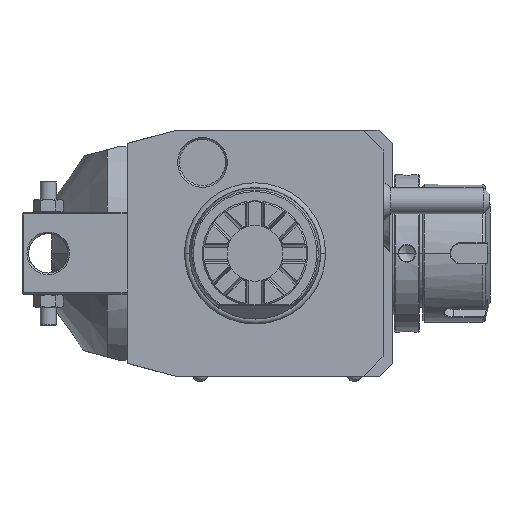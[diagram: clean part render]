
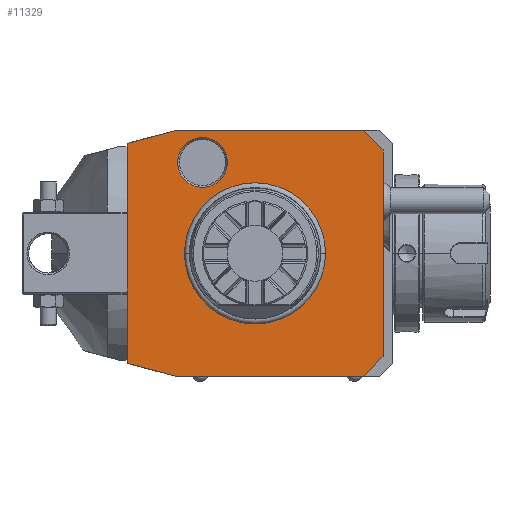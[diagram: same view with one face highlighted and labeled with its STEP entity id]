
A CAD part, front view. The second image highlights one B-rep face of the part: STEP entity #11329.
In plain terms, the highlighted planar face has unit normal (0, -1, 0).
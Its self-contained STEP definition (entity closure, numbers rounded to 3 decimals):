
#1=DIRECTION('',(0.966,0.,-0.259));
#2=VECTOR('',#1,15.529);
#3=CARTESIAN_POINT('',(-39.,0.,-33.481));
#4=LINE('',#3,#2);
#5=DIRECTION('',(0.,0.,-1.));
#6=VECTOR('',#5,66.962);
#7=CARTESIAN_POINT('',(-39.,0.,33.481));
#8=LINE('',#7,#6);
#9=DIRECTION('',(-0.966,0.,-0.259));
#10=VECTOR('',#9,15.529);
#11=CARTESIAN_POINT('',(-24.,0.,37.5));
#12=LINE('',#11,#10);
#13=DIRECTION('',(-1.,0.,0.));
#14=VECTOR('',#13,57.);
#15=CARTESIAN_POINT('',(33.,0.,37.5));
#16=LINE('',#15,#14);
#17=DIRECTION('',(-0.707,0.,0.707));
#18=VECTOR('',#17,8.485);
#19=CARTESIAN_POINT('',(39.,0.,31.5));
#20=LINE('',#19,#18);
#21=DIRECTION('',(0.,0.,1.));
#22=VECTOR('',#21,63.);
#23=CARTESIAN_POINT('',(39.,0.,-31.5));
#24=LINE('',#23,#22);
#25=DIRECTION('',(0.707,0.,0.707));
#26=VECTOR('',#25,8.485);
#27=CARTESIAN_POINT('',(33.,0.,-37.5));
#28=LINE('',#27,#26);
#29=DIRECTION('',(1.,0.,0.));
#30=VECTOR('',#29,57.);
#31=CARTESIAN_POINT('',(-24.,0.,-37.5));
#32=LINE('',#31,#30);
#33=CARTESIAN_POINT('',(-16.,0.,27.713));
#34=DIRECTION('',(0.,1.,0.));
#35=DIRECTION('',(-1.,0.,0.));
#36=AXIS2_PLACEMENT_3D('',#33,#34,#35);
#38=CARTESIAN_POINT('',(-16.,0.,27.713));
#39=DIRECTION('',(0.,1.,0.));
#40=DIRECTION('',(1.,0.,0.));
#41=AXIS2_PLACEMENT_3D('',#38,#39,#40);
#7452=CARTESIAN_POINT('',(0.,0.,0.));
#7453=DIRECTION('',(0.,-1.,0.));
#7454=DIRECTION('',(1.,0.,0.));
#7455=AXIS2_PLACEMENT_3D('',#7452,#7453,#7454);
#7457=CARTESIAN_POINT('',(0.,0.,0.));
#7458=DIRECTION('',(0.,-1.,0.));
#7459=DIRECTION('',(-1.,0.,0.));
#7460=AXIS2_PLACEMENT_3D('',#7457,#7458,#7459);
#10156=CARTESIAN_POINT('',(-23.577,0.,
27.713));
#10157=CARTESIAN_POINT('',(-8.423,0.,
27.713));
#10158=VERTEX_POINT('',#10156);
#10159=VERTEX_POINT('',#10157);
#11130=CARTESIAN_POINT('',(-39.,0.,-33.481));
#11131=CARTESIAN_POINT('',(-24.,0.,-37.5));
#11132=VERTEX_POINT('',#11130);
#11133=VERTEX_POINT('',#11131);
#11134=CARTESIAN_POINT('',(33.,0.,-37.5));
#11135=VERTEX_POINT('',#11134);
#11136=CARTESIAN_POINT('',(39.,0.,-31.5));
#11137=VERTEX_POINT('',#11136);
#11138=CARTESIAN_POINT('',(39.,0.,31.5));
#11139=VERTEX_POINT('',#11138);
#11140=CARTESIAN_POINT('',(33.,0.,37.5));
#11141=VERTEX_POINT('',#11140);
#11142=CARTESIAN_POINT('',(-24.,0.,37.5));
#11143=VERTEX_POINT('',#11142);
#11144=CARTESIAN_POINT('',(-39.,0.,33.481));
#11145=VERTEX_POINT('',#11144);
#11186=CARTESIAN_POINT('',(21.137,0.,0.));
#11187=CARTESIAN_POINT('',(-21.137,0.,0.));
#11188=VERTEX_POINT('',#11186);
#11189=VERTEX_POINT('',#11187);
#11294=CARTESIAN_POINT('',(0.,0.,0.));
#11295=DIRECTION('',(0.,-1.,0.));
#11296=DIRECTION('',(-1.,0.,0.));
#11297=AXIS2_PLACEMENT_3D('',#11294,#11295,#11296);
#11298=PLANE('',#11297);
#11300=ORIENTED_EDGE('',*,*,#11299,.F.);
#11302=ORIENTED_EDGE('',*,*,#11301,.F.);
#11304=ORIENTED_EDGE('',*,*,#11303,.F.);
#11306=ORIENTED_EDGE('',*,*,#11305,.F.);
#11308=ORIENTED_EDGE('',*,*,#11307,.F.);
#11310=ORIENTED_EDGE('',*,*,#11309,.F.);
#11312=ORIENTED_EDGE('',*,*,#11311,.F.);
#11314=ORIENTED_EDGE('',*,*,#11313,.F.);
#11315=EDGE_LOOP('',(#11300,#11302,#11304,#11306,#11308,#11310,#11312,#11314));
#11316=FACE_OUTER_BOUND('',#11315,.F.);
#11318=ORIENTED_EDGE('',*,*,#11317,.T.);
#11320=ORIENTED_EDGE('',*,*,#11319,.T.);
#11321=EDGE_LOOP('',(#11318,#11320));
#11322=FACE_BOUND('',#11321,.F.);
#11324=ORIENTED_EDGE('',*,*,#11323,.F.);
#11326=ORIENTED_EDGE('',*,*,#11325,.F.);
#11327=EDGE_LOOP('',(#11324,#11326));
#11328=FACE_BOUND('',#11327,.F.);
#37=CIRCLE('',#36,7.577);
#42=CIRCLE('',#41,7.577);
#7456=CIRCLE('',#7455,21.137);
#7461=CIRCLE('',#7460,21.137);
#11299=EDGE_CURVE('',#11132,#11133,#4,.T.);
#11301=EDGE_CURVE('',#11145,#11132,#8,.T.);
#11303=EDGE_CURVE('',#11143,#11145,#12,.T.);
#11305=EDGE_CURVE('',#11141,#11143,#16,.T.);
#11307=EDGE_CURVE('',#11139,#11141,#20,.T.);
#11309=EDGE_CURVE('',#11137,#11139,#24,.T.);
#11311=EDGE_CURVE('',#11135,#11137,#28,.T.);
#11313=EDGE_CURVE('',#11133,#11135,#32,.T.);
#11317=EDGE_CURVE('',#11188,#11189,#7456,.T.);
#11319=EDGE_CURVE('',#11189,#11188,#7461,.T.);
#11323=EDGE_CURVE('',#10158,#10159,#37,.T.);
#11325=EDGE_CURVE('',#10159,#10158,#42,.T.);
#11329=ADVANCED_FACE('',(#11316,#11322,#11328),#11298,.T.);
